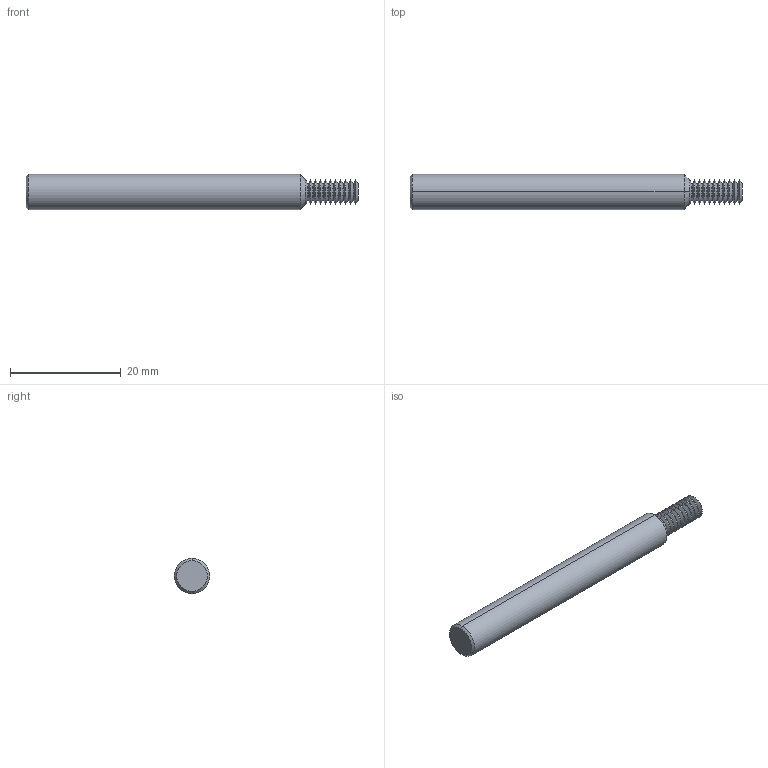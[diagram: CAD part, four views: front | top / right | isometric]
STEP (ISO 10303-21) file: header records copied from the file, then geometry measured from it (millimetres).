
FILE_DESCRIPTION (( 'STEP AP203' ), '1' );
FILE_NAME ('103869-TM170-28SH.STEP', '2023-12-12T18:33:21', ( '' ), ( '' ), 'SwSTEP 2.0', 'SolidWorks 2022', '' );
FILE_SCHEMA (( 'CONFIG_CONTROL_DESIGN' ));
Length unit declared in the file: inch
Products named in the file (1): 103869-TM170-28SH
Bounding box: 59.87 x 6.34 x 6.34 mm (x, y, z)
Volume: 1685.2 mm3; surface area: 1237.2 mm2
Topology: 1 solids, 1 shells, 114 faces, 226 edges, 114 vertices
Faces by surface type: cone 46, torus 42, cylinder 24, plane 2
Entity records: 2965 total; most frequent: DIRECTION 612, CARTESIAN_POINT 455, ORIENTED_EDGE 452, AXIS2_PLACEMENT_3D 271, EDGE_CURVE 226, CIRCLE 156, EDGE_LOOP 114, FACE_OUTER_BOUND 114
